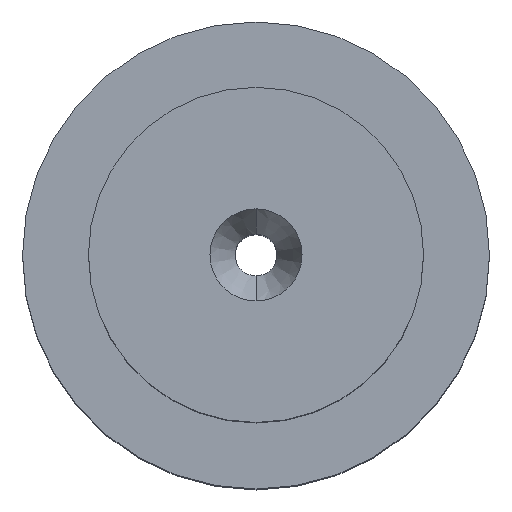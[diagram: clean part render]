
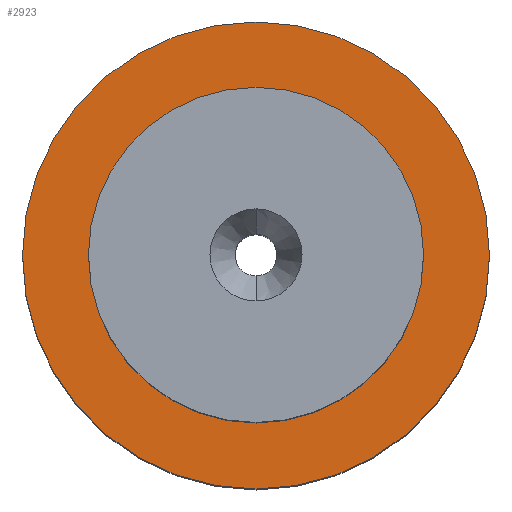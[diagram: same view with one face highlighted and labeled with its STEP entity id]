
A CAD part, top view. The second image highlights one B-rep face of the part: STEP entity #2923.
In plain terms, the highlighted planar face has unit normal (0, 0, 1).
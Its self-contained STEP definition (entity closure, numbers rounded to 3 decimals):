
#173 = CARTESIAN_POINT ( 'NONE',  ( 0., -11.15, 26. ) ) ;
#1375 = FACE_BOUND ( 'NONE', #1382, .T. ) ;
#1382 = EDGE_LOOP ( 'NONE', ( #4282, #7403 ) ) ;
#1762 = DIRECTION ( 'NONE',  ( 0., 0., -1. ) ) ;
#2073 = CIRCLE ( 'NONE', #3555, 11.15 ) ;
#2127 = CIRCLE ( 'NONE', #3427, 11.15 ) ;
#2357 = VERTEX_POINT ( 'NONE', #8050 ) ;
#2834 = CARTESIAN_POINT ( 'NONE',  ( 0., 0., 26. ) ) ;
#2923 = ADVANCED_FACE ( 'NONE', ( #1375, #8616 ), #5897, .T. ) ;
#3027 = ORIENTED_EDGE ( 'NONE', *, *, #11210, .F. ) ;
#3427 = AXIS2_PLACEMENT_3D ( 'NONE', #2834, #6316, #5510 ) ;
#3555 = AXIS2_PLACEMENT_3D ( 'NONE', #4567, #6260, #9731 ) ;
#4037 = DIRECTION ( 'NONE',  ( 0., 0., 1. ) ) ;
#4282 = ORIENTED_EDGE ( 'NONE', *, *, #9783, .T. ) ;
#4567 = CARTESIAN_POINT ( 'NONE',  ( 0., 0., 26. ) ) ;
#4892 = EDGE_CURVE ( 'NONE', #9434, #7479, #2073, .T. ) ;
#5194 = AXIS2_PLACEMENT_3D ( 'NONE', #9360, #4037, #7626 ) ;
#5298 = DIRECTION ( 'NONE',  ( 1., 0., 0. ) ) ;
#5510 = DIRECTION ( 'NONE',  ( 1., 0., 0. ) ) ;
#5809 = DIRECTION ( 'NONE',  ( 1., 0., 0. ) ) ;
#5897 = PLANE ( 'NONE',  #5194 ) ;
#5936 = VERTEX_POINT ( 'NONE', #8996 ) ;
#6260 = DIRECTION ( 'NONE',  ( 0., 0., -1. ) ) ;
#6316 = DIRECTION ( 'NONE',  ( 0., 0., -1. ) ) ;
#6378 = AXIS2_PLACEMENT_3D ( 'NONE', #7532, #11003, #5809 ) ;
#6744 = AXIS2_PLACEMENT_3D ( 'NONE', #8060, #1762, #5298 ) ;
#7403 = ORIENTED_EDGE ( 'NONE', *, *, #10575, .T. ) ;
#7479 = VERTEX_POINT ( 'NONE', #173 ) ;
#7532 = CARTESIAN_POINT ( 'NONE',  ( 0., 0., 26. ) ) ;
#7626 = DIRECTION ( 'NONE',  ( 1., 0., 0. ) ) ;
#8050 = CARTESIAN_POINT ( 'NONE',  ( 0., 4.455, 26. ) ) ;
#8060 = CARTESIAN_POINT ( 'NONE',  ( 0., 0., 26. ) ) ;
#8616 = FACE_OUTER_BOUND ( 'NONE', #9210, .T. ) ;
#8912 = ORIENTED_EDGE ( 'NONE', *, *, #4892, .F. ) ;
#8996 = CARTESIAN_POINT ( 'NONE',  ( 0., -4.455, 26. ) ) ;
#9210 = EDGE_LOOP ( 'NONE', ( #8912, #3027 ) ) ;
#9360 = CARTESIAN_POINT ( 'NONE',  ( 0., 11.15, 26. ) ) ;
#9434 = VERTEX_POINT ( 'NONE', #10847 ) ;
#9701 = CIRCLE ( 'NONE', #6744, 4.455 ) ;
#9731 = DIRECTION ( 'NONE',  ( 1., 0., 0. ) ) ;
#9783 = EDGE_CURVE ( 'NONE', #2357, #5936, #9890, .T. ) ;
#9890 = CIRCLE ( 'NONE', #6378, 4.455 ) ;
#10575 = EDGE_CURVE ( 'NONE', #5936, #2357, #9701, .T. ) ;
#10847 = CARTESIAN_POINT ( 'NONE',  ( 0., 11.15, 26. ) ) ;
#11003 = DIRECTION ( 'NONE',  ( 0., 0., -1. ) ) ;
#11210 = EDGE_CURVE ( 'NONE', #7479, #9434, #2127, .T. ) ;
